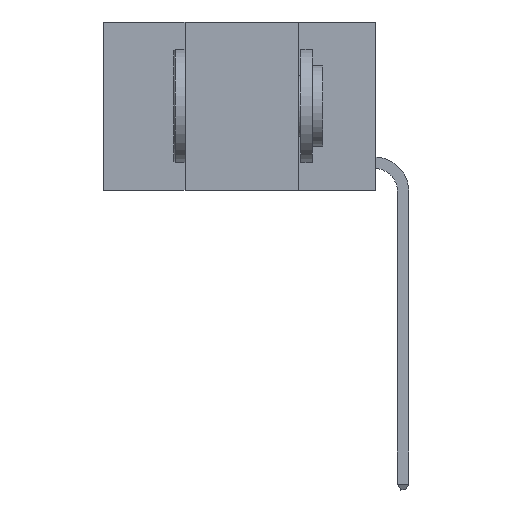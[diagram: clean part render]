
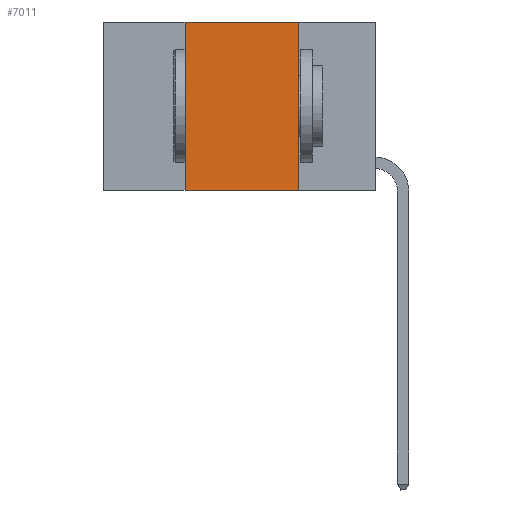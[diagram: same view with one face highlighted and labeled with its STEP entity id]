
A CAD part, left-side view. The second image highlights one B-rep face of the part: STEP entity #7011.
In plain terms, the highlighted planar face has unit normal (-1, 0, 0).
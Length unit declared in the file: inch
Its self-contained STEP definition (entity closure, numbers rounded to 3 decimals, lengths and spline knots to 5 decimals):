
#258 = LINE ( 'NONE', #9315, #672 ) ;
#337 = LINE ( 'NONE', #7170, #12526 ) ;
#510 = ORIENTED_EDGE ( 'NONE', *, *, #17276, .T. ) ;
#546 = ORIENTED_EDGE ( 'NONE', *, *, #13090, .F. ) ;
#672 = VECTOR ( 'NONE', #27243, 39.37008 ) ;
#1171 = LINE ( 'NONE', #3405, #1377 ) ;
#1377 = VECTOR ( 'NONE', #16758, 39.37008 ) ;
#1777 = DIRECTION ( 'NONE',  ( 0., 0., -1. ) ) ;
#3405 = CARTESIAN_POINT ( 'NONE',  ( 0., 0.17, 0. ) ) ;
#4011 = DIRECTION ( 'NONE',  ( 1., 0., 0. ) ) ;
#4348 = ORIENTED_EDGE ( 'NONE', *, *, #16861, .F. ) ;
#5940 = EDGE_LOOP ( 'NONE', ( #8647, #4348, #546, #510 ) ) ;
#7011 = ADVANCED_FACE ( 'NONE', ( #29188 ), #21935, .F. ) ;
#7170 = CARTESIAN_POINT ( 'NONE',  ( 0., 0.6, -0.37 ) ) ;
#7653 = CARTESIAN_POINT ( 'NONE',  ( 0., 0.42, 0. ) ) ;
#8647 = ORIENTED_EDGE ( 'NONE', *, *, #23953, .F. ) ;
#9315 = CARTESIAN_POINT ( 'NONE',  ( 0., 0.6, 0. ) ) ;
#9969 = VERTEX_POINT ( 'NONE', #25926 ) ;
#11001 = VECTOR ( 'NONE', #28515, 39.37008 ) ;
#12526 = VECTOR ( 'NONE', #22881, 39.37008 ) ;
#13090 = EDGE_CURVE ( 'NONE', #17132, #18876, #19491, .T. ) ;
#14759 = CARTESIAN_POINT ( 'NONE',  ( 0., 0.42, -0.37 ) ) ;
#15075 = AXIS2_PLACEMENT_3D ( 'NONE', #24613, #4011, #1777 ) ;
#16758 = DIRECTION ( 'NONE',  ( 0., 0., -1. ) ) ;
#16861 = EDGE_CURVE ( 'NONE', #18876, #19550, #258, .T. ) ;
#17132 = VERTEX_POINT ( 'NONE', #14759 ) ;
#17276 = EDGE_CURVE ( 'NONE', #17132, #9969, #337, .T. ) ;
#18876 = VERTEX_POINT ( 'NONE', #7653 ) ;
#19491 = LINE ( 'NONE', #23073, #11001 ) ;
#19550 = VERTEX_POINT ( 'NONE', #23970 ) ;
#21935 = PLANE ( 'NONE',  #15075 ) ;
#22881 = DIRECTION ( 'NONE',  ( 0., -1., 0. ) ) ;
#23073 = CARTESIAN_POINT ( 'NONE',  ( 0., 0.42, 0. ) ) ;
#23953 = EDGE_CURVE ( 'NONE', #19550, #9969, #1171, .T. ) ;
#23970 = CARTESIAN_POINT ( 'NONE',  ( 0., 0.17, 0. ) ) ;
#24613 = CARTESIAN_POINT ( 'NONE',  ( 0., 0.6, 0. ) ) ;
#25926 = CARTESIAN_POINT ( 'NONE',  ( 0., 0.17, -0.37 ) ) ;
#27243 = DIRECTION ( 'NONE',  ( 0., -1., 0. ) ) ;
#28515 = DIRECTION ( 'NONE',  ( 0., 0., 1. ) ) ;
#29188 = FACE_OUTER_BOUND ( 'NONE', #5940, .T. ) ;
